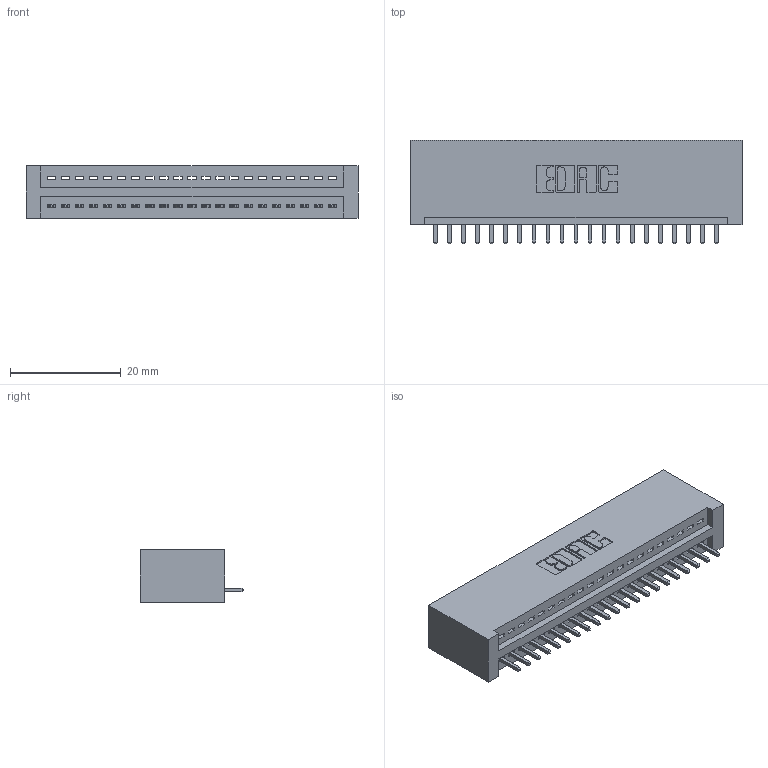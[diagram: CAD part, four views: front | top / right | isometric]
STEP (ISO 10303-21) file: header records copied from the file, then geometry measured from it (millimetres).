
FILE_DESCRIPTION (( 'STEP AP203' ), '1' );
FILE_NAME ('395-021-521-101.STEP', '2018-11-07T21:12:25', ( '' ), ( '' ), 'SwSTEP 2.0', 'SolidWorks 2016', '' );
FILE_SCHEMA (( 'CONFIG_CONTROL_DESIGN' ));
Length unit declared in the file: inch
Products named in the file (3): 395-021-521-101; 345 Part_No Mounting Lugs; 345-292-001_345-293-121
Assembly tree (22 placements, depth 2):
  395-021-521-101
    345 Part_No Mounting Lugs
    345-292-001_345-293-121  x21
Bounding box: 59.94 x 18.72 x 9.4 mm (x, y, z)
Volume: 6046.1 mm3; surface area: 7705.8 mm2
Topology: 22 solids, 22 shells, 1336 faces, 4013 edges, 2646 vertices
Faces by surface type: plane 916, cylinder 420
Entity records: 18373 total; most frequent: CARTESIAN_POINT 3191, ORIENTED_EDGE 3146, DIRECTION 2811, EDGE_CURVE 1573, VECTOR 1365, LINE 1365, VERTEX_POINT 1046, AXIS2_PLACEMENT_3D 723
